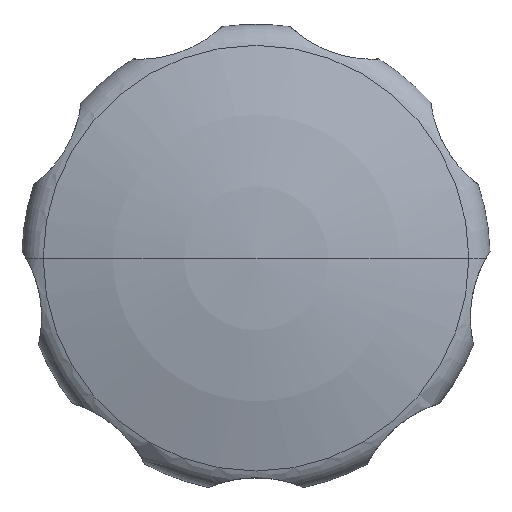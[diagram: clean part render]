
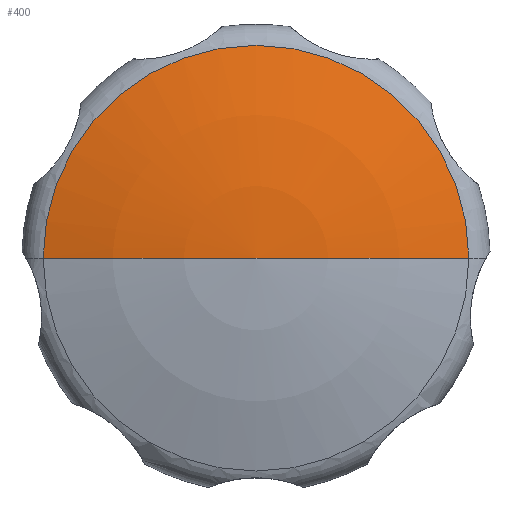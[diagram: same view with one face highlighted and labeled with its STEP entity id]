
A CAD part, top view. The second image highlights one B-rep face of the part: STEP entity #400.
In plain terms, the highlighted spherical face has radius 95.351 mm.
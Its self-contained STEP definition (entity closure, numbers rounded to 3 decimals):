
#242=VERTEX_POINT('',#649);
#282=VERTEX_POINT('',#693);
#330=EDGE_CURVE('',#282,#562,#747,.T.);
#400=ADVANCED_FACE('',(#824),#825,.T.);
#494=EDGE_CURVE('',#562,#242,#927,.T.);
#562=VERTEX_POINT('',#999);
#568=EDGE_CURVE('',#242,#282,#1006,.T.);
#649=CARTESIAN_POINT('',(28.182,0.,68.74));
#693=CARTESIAN_POINT('',(-28.182,0.,68.74));
#747=CIRCLE('',#1305,95.351);
#824=FACE_OUTER_BOUND('',#1531,.T.);
#825=SPHERICAL_SURFACE('',#1532,95.351);
#927=CIRCLE('',#1821,95.351);
#999=CARTESIAN_POINT('',(0.,0.,73.0));
#1006=CIRCLE('',#2072,28.182);
#1305=AXIS2_PLACEMENT_3D('',#2351,#2352,#2353);
#1531=EDGE_LOOP('',(#2445,#2446,#2447));
#1532=AXIS2_PLACEMENT_3D('',#2448,#2449,#2450);
#1821=AXIS2_PLACEMENT_3D('',#2541,#2542,#2543);
#2072=AXIS2_PLACEMENT_3D('',#2617,#2618,#2619);
#2351=CARTESIAN_POINT('',(0.,0.,-22.351));
#2352=DIRECTION('',(0.,1.0,0.));
#2353=DIRECTION('',(0.0,0.,-1.0));
#2445=ORIENTED_EDGE('',*,*,#330,.T.);
#2446=ORIENTED_EDGE('',*,*,#494,.T.);
#2447=ORIENTED_EDGE('',*,*,#568,.T.);
#2448=CARTESIAN_POINT('',(0.,0.,-22.351));
#2449=DIRECTION('',(0.,0.,1.0));
#2450=DIRECTION('',(-1.0,0.,0.0));
#2541=CARTESIAN_POINT('',(0.,0.,-22.351));
#2542=DIRECTION('',(0.,1.0,0.));
#2543=DIRECTION('',(0.0,0.,-1.0));
#2617=CARTESIAN_POINT('',(0.,0.,68.74));
#2618=DIRECTION('',(0.,0.,1.0));
#2619=DIRECTION('',(-1.0,0.,0.));
